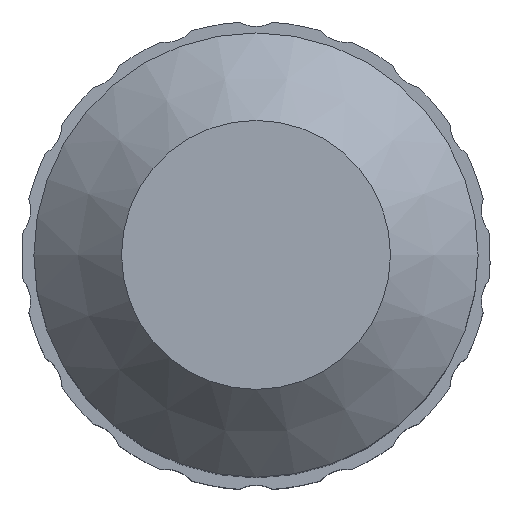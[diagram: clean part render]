
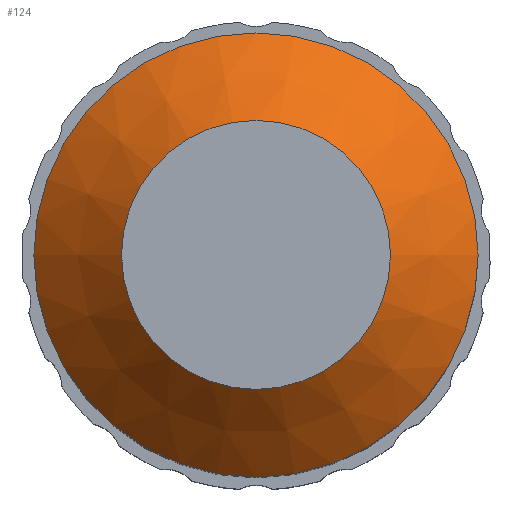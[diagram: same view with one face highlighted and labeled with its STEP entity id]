
A CAD part, top view. The second image highlights one B-rep face of the part: STEP entity #124.
In plain terms, the highlighted conical face has half-angle 45 degrees and reference radius 11.2 mm.
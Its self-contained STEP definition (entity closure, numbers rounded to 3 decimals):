
#80 = FACE_OUTER_BOUND ( 'NONE', #1536, .T. ) ;
#106 = CIRCLE ( 'NONE', #956, 11.2 ) ;
#124 = ADVANCED_FACE ( 'NONE', ( #80, #710 ), #1104, .T. ) ;
#376 = VERTEX_POINT ( 'NONE', #1123 ) ;
#399 = EDGE_LOOP ( 'NONE', ( #1202 ) ) ;
#442 = DIRECTION ( 'NONE',  ( -1., 0., 0. ) ) ;
#458 = CARTESIAN_POINT ( 'NONE',  ( 0., 0., 85. ) ) ;
#581 = DIRECTION ( 'NONE',  ( 0., 0., -1. ) ) ;
#595 = EDGE_CURVE ( 'NONE', #628, #628, #106, .T. ) ;
#628 = VERTEX_POINT ( 'NONE', #1268 ) ;
#710 = FACE_BOUND ( 'NONE', #399, .T. ) ;
#732 = AXIS2_PLACEMENT_3D ( 'NONE', #856, #581, #1336 ) ;
#749 = DIRECTION ( 'NONE',  ( 1., 0., 0. ) ) ;
#856 = CARTESIAN_POINT ( 'NONE',  ( 0., 0., 77.7 ) ) ;
#956 = AXIS2_PLACEMENT_3D ( 'NONE', #997, #1369, #749 ) ;
#974 = AXIS2_PLACEMENT_3D ( 'NONE', #458, #1073, #442 ) ;
#997 = CARTESIAN_POINT ( 'NONE',  ( 0., 0., 85. ) ) ;
#1055 = EDGE_CURVE ( 'NONE', #376, #376, #1540, .T. ) ;
#1073 = DIRECTION ( 'NONE',  ( 0., 0., -1. ) ) ;
#1104 = CONICAL_SURFACE ( 'NONE', #974, 11.2, 0.785 ) ;
#1123 = CARTESIAN_POINT ( 'NONE',  ( 18.5, 0., 77.7 ) ) ;
#1202 = ORIENTED_EDGE ( 'NONE', *, *, #595, .F. ) ;
#1268 = CARTESIAN_POINT ( 'NONE',  ( 11.2, 0., 85. ) ) ;
#1317 = ORIENTED_EDGE ( 'NONE', *, *, #1055, .F. ) ;
#1336 = DIRECTION ( 'NONE',  ( 1., 0., 0. ) ) ;
#1369 = DIRECTION ( 'NONE',  ( 0., 0., 1. ) ) ;
#1536 = EDGE_LOOP ( 'NONE', ( #1317 ) ) ;
#1540 = CIRCLE ( 'NONE', #732, 18.5 ) ;
